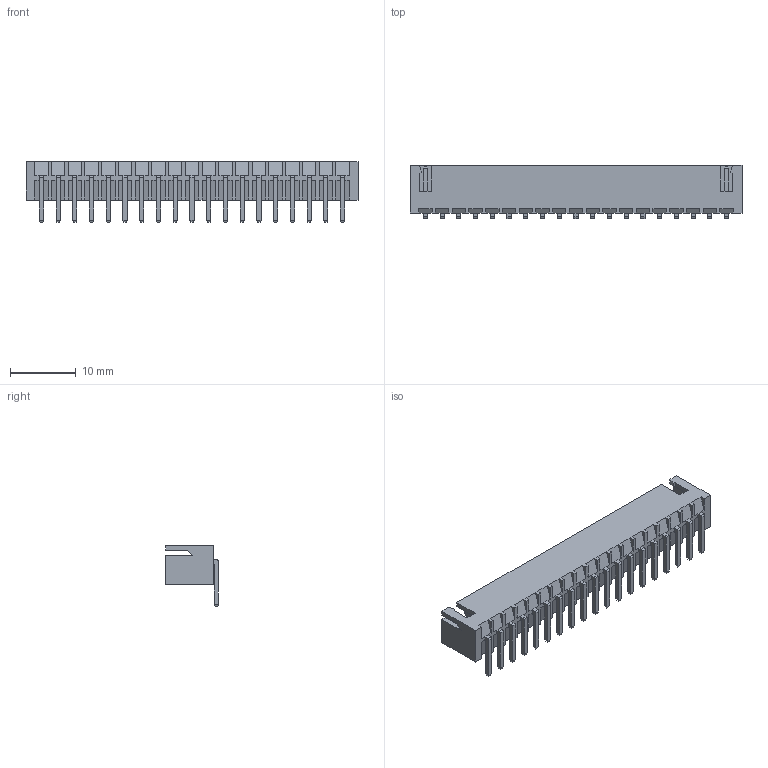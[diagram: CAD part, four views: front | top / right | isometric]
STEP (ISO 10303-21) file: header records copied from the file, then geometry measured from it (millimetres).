
FILE_DESCRIPTION(/* description */ ('Unknown'),/* implementation_level */ '2;1');
FILE_NAME(/* name */ 'JST - XH - Thru (R) - 19Pin - 2.54mm',/* time_stamp */ '2018-11-26T21:11:48-05:00',/* author */ ('Unknown'),/* organization */ ('Unknown'),/* preprocessor_version */ 'ST-DEVELOPER v16.7',/* originating_system */ 'DEX',/* authorisation */ $);
FILE_SCHEMA (('AUTOMOTIVE_DESIGN {1 0 10303 214 3 1 1}'));
Length unit declared in the file: millimetre
Products named in the file (1): JST - XH - Thru (R) - 19Pin - 2.54mm
Bounding box: 50.39 x 8.04 x 9.22 mm (x, y, z)
Volume: 742 mm3; surface area: 2744.2 mm2
Topology: 1 solids, 21 shells, 733 faces, 1788 edges, 1116 vertices
Faces by surface type: plane 655, bspline 40, cylinder 38
Entity records: 27304 total; most frequent: CARTESIAN_POINT 5656, ORIENTED_EDGE 3568, DIRECTION 2982, EDGE_CURVE 1784, LINE 1442, VECTOR 1442, VERTEX_POINT 1116, AXIS2_PLACEMENT_3D 770
